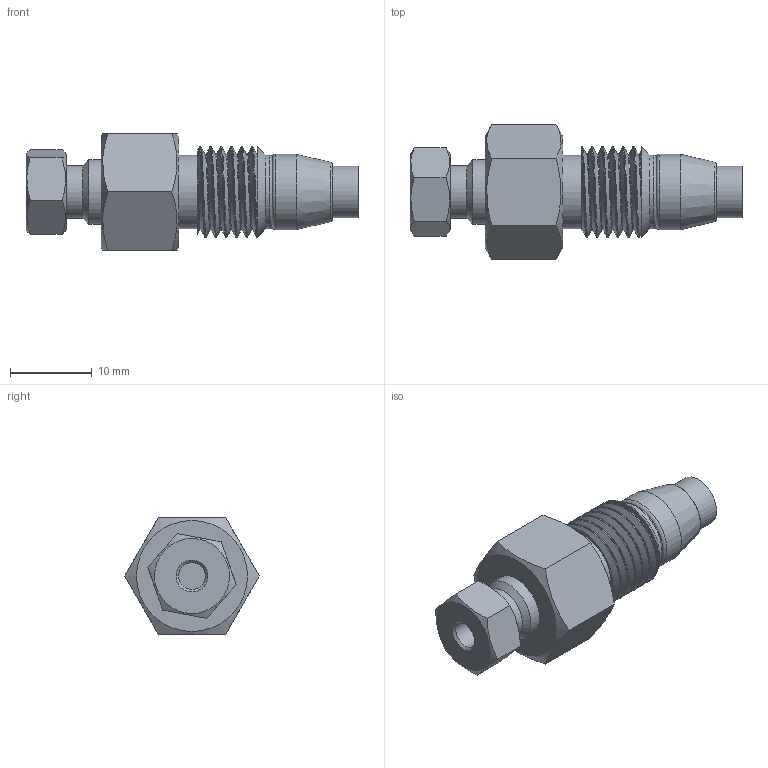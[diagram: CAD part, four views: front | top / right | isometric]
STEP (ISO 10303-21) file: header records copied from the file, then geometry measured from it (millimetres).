
FILE_DESCRIPTION((''),'2;1');
FILE_NAME('305006-IZR42 Internal reducer.stp','2013-08-22T14:32:56',('Franzp'),(''),'Autodesk Inventor 2013','Autodesk Inventor 2013','');
FILE_SCHEMA(('AUTOMOTIVE_DESIGN { 1 0 10303 214 1 1 1 1 }'));
Length unit declared in the file: millimetre
Products named in the file (1): 305006_Shrinkwrap_1
Bounding box: 40.69 x 16.5 x 14.29 mm (x, y, z)
Surface area: 3103.3 mm2 (no closed solid volume)
Topology: 0 solids, 7 shells, 49 faces, 117 edges, 74 vertices
Faces by surface type: plane 22, cylinder 10, cone 8, bspline 6, torus 3
Full cylindrical faces by diameter (mm): 1.016 x1, 3.3 x1, 6.35 x1, 6.477 x1, 7.938 x1, 9.017 x2, 9.229 x2, 9.271 x1
Entity records: 4272 total; most frequent: CARTESIAN_POINT 3221, DIRECTION 178, ORIENTED_EDGE 170, EDGE_CURVE 94, AXIS2_PLACEMENT_3D 83, EDGE_LOOP 80, VERTEX_POINT 72, FACE_OUTER_BOUND 49
